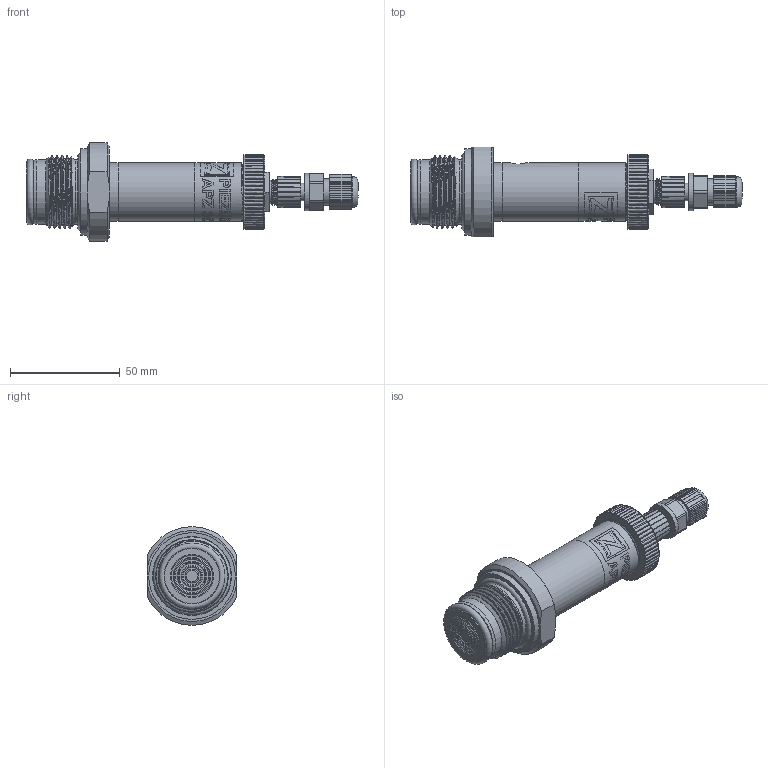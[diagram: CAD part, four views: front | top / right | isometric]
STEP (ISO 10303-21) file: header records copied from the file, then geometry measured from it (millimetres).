
FILE_DESCRIPTION(/* description */ (''),/* implementation_level */ '2;1');
FILE_NAME(/* name */ 'APZ3420s_G1-solidflush_4.step',/* time_stamp */ '2021-07-08T14:34:47+03:00',/* author */ (''),/* organization */ (''),/* preprocessor_version */ 'ST-DEVELOPER v18.1',/* originating_system */ 'Autodesk Translation Framework v10.9.0.1377',/* authorisation */ '');
FILE_SCHEMA (('AUTOMOTIVE_DESIGN { 1 0 10303 214 3 1 1 }'));
Products named in the file (8): АПЗ 3420S заполненная; OMAL nut M27x1.5; M12x1 male; Ш100.000.002; M12x1 female straight; shell; shell 29 ; МР00-01.266.400.125 (Full G1DIN) v2 (1)
Assembly tree (7 placements, depth 2):
  АПЗ 3420S заполненная
    OMAL nut M27x1.5
    M12x1 male
    Ш100.000.002
    M12x1 female straight
    shell
    shell 29 
    МР00-01.266.400.125 (Full G1DIN) v2 (1)
Bounding box: 151.55 x 41 x 45 mm (x, y, z)
Volume: 86220.4 mm3; surface area: 30146.8 mm2
Topology: 20 solids, 20 shells, 993 faces, 2718 edges, 1819 vertices
Faces by surface type: bspline 493, plane 282, cylinder 152, cone 41, torus 25
Full cylindrical faces by diameter (mm): 1 x12, 1.5 x4, 2 x2, 7.3 x1, 8 x3, 8.2 x1, 10.293 x1, 10.6 x2, 10.741 x6, 11.884 x5, 12 x1, 14 x2, 14.137 x4, 14.526 x3, 15.85 x3, 16.203 x3, 17 x1, 21.4 x2, 22.3 x1, 22.5 x2, 24.5 x5, 25.132 x4, 25.437 x1, 25.526 x4, 26.5 x7, 27.208 x5, 29.5 x1, 29.6 x1, 30.291 x4, 35.6 x1
Entity records: 55749 total; most frequent: CARTESIAN_POINT 34112, ORIENTED_EDGE 5436, DIRECTION 2769, EDGE_CURVE 2718, VERTEX_POINT 1819, B_SPLINE_CURVE_WITH_KNOTS 1273, EDGE_LOOP 1067, LINE 1015
